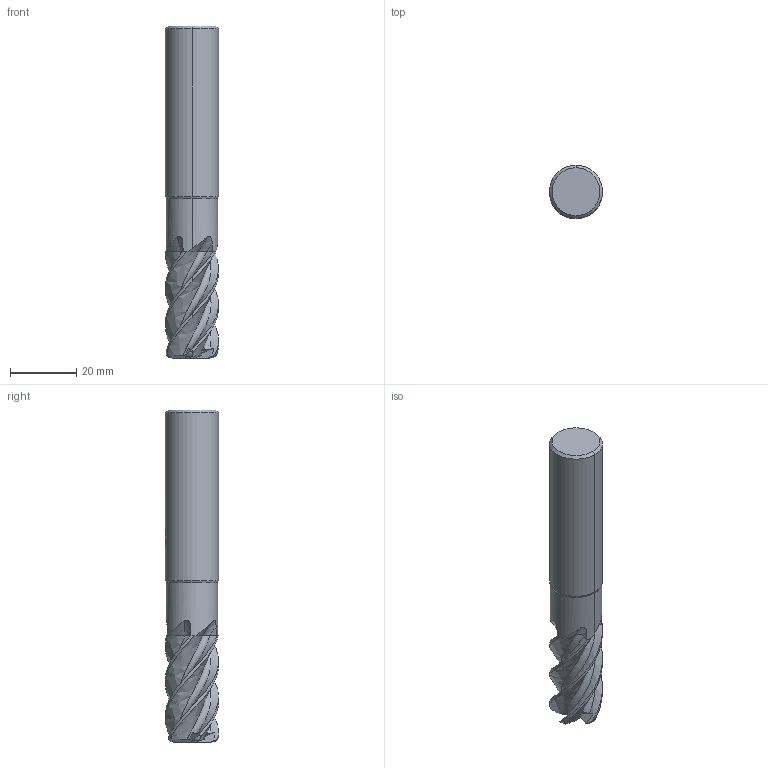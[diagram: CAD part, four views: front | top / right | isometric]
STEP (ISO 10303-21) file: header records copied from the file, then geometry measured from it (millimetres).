
FILE_DESCRIPTION(('no description'),'unknown implementation level');
FILE_NAME('solid_dPPx5hy4cP7_4oWr46YUDiOdWg_1.STP',' ',('CIM GmbH Aachen'),('CADClick - KiM GmbH - www.kimweb.de'),'unknown preprocess','ACIS','unknown authorization');
FILE_SCHEMA(('automotive_design'));
Length unit declared in the file: millimetre
Products named in the file (2): 1; 2
Bounding box: 16 x 16 x 100 mm (x, y, z)
Volume: 16829.1 mm3; surface area: 6100.8 mm2
Topology: 2 solids, 2 shells, 103 faces, 280 edges, 181 vertices
Faces by surface type: plane 36, bspline 20, cone 15, revolution 15, cylinder 11, torus 6
Entity records: 15123 total; most frequent: CARTESIAN_POINT 9642, STYLED_ITEM 566, PRESENTATION_STYLE_ASSIGNMENT 566, COLOUR_RGB 566, ORIENTED_EDGE 560, DIRECTION 354, EDGE_CURVE 280, CURVE_STYLE 280
